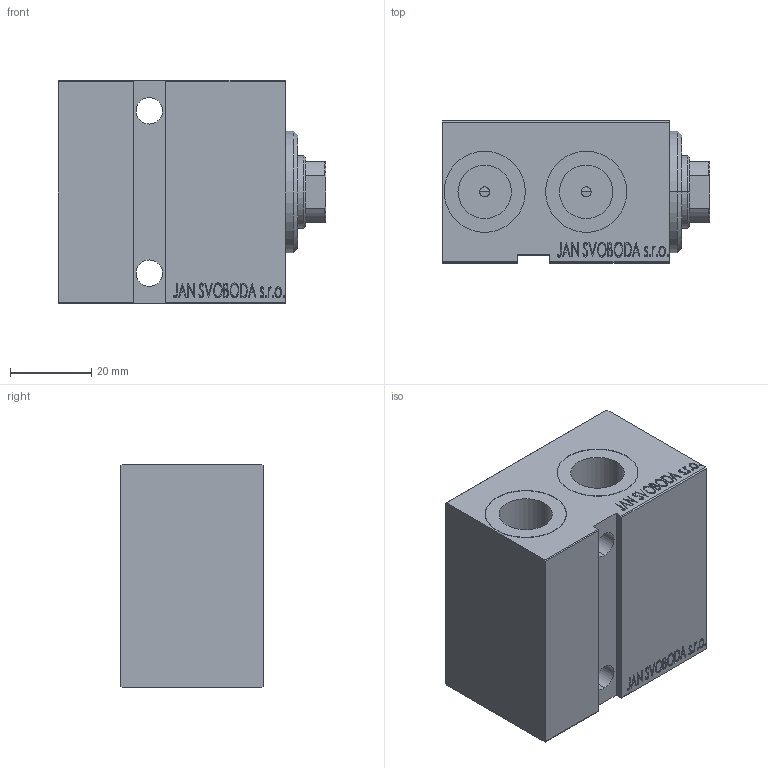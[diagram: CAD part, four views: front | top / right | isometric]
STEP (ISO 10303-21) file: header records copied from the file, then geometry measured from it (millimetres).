
FILE_DESCRIPTION (( 'STEP AP203' ), '1' );
FILE_NAME ('6679.STEP', '2021-11-02T01:15:48', ( '' ), ( '' ), 'SwSTEP 2.0', 'SolidWorks 2019', '' );
FILE_SCHEMA (( 'CONFIG_CONTROL_DESIGN' ));
Length unit declared in the file: millimetre
Products named in the file (4): 6679; V450CM_E 08e13f8f95a70ff05b25c2cf70ba3128; V450CM_E_VCP 08e13f8f95a70ff05b25c2cf70ba3128; V450CM_VC_B 08e13f8f95a70ff05b25c2cf70ba3128
Assembly tree (3 placements, depth 2):
  6679
    V450CM_E 08e13f8f95a70ff05b25c2cf70ba3128
    V450CM_E_VCP 08e13f8f95a70ff05b25c2cf70ba3128
    V450CM_VC_B 08e13f8f95a70ff05b25c2cf70ba3128
Bounding box: 66 x 35 x 55 mm (x, y, z)
Volume: 98849.7 mm3; surface area: 30849.3 mm2
Topology: 3 solids, 3 shells, 866 faces, 2230 edges, 1477 vertices
Faces by surface type: plane 414, bspline 380, cylinder 58, cone 14
Entity records: 43574 total; most frequent: CARTESIAN_POINT 24573, ORIENTED_EDGE 4456, DIRECTION 2556, EDGE_CURVE 2228, VERTEX_POINT 1477, VECTOR 1324, LINE 1324, EDGE_LOOP 989
